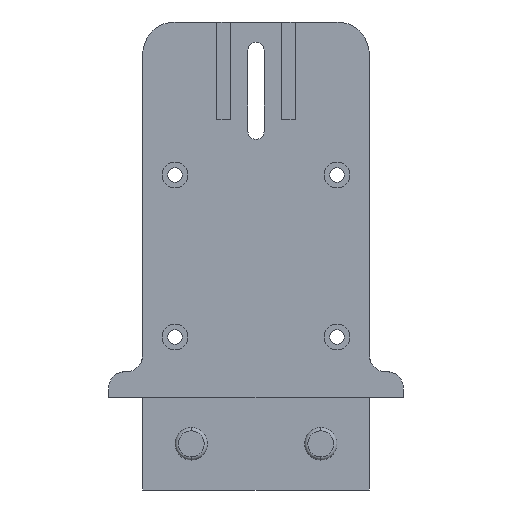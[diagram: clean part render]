
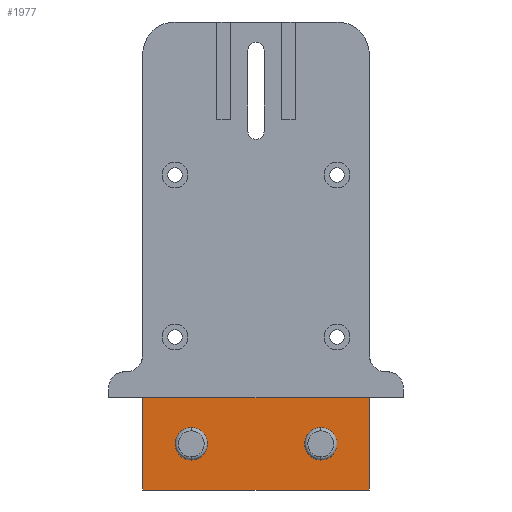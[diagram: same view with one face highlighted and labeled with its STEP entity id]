
A CAD part, front view. The second image highlights one B-rep face of the part: STEP entity #1977.
In plain terms, the highlighted planar face has unit normal (0, -1, 0).
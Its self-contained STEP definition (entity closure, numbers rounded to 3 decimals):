
#2 = AXIS2_PLACEMENT_3D ( 'NONE', #1764, #2759, #2267 ) ;
#26 = EDGE_CURVE ( 'NONE', #2952, #29, #1034, .T. ) ;
#29 = VERTEX_POINT ( 'NONE', #1639 ) ;
#143 = EDGE_LOOP ( 'NONE', ( #439, #1693 ) ) ;
#144 = FACE_OUTER_BOUND ( 'NONE', #611, .T. ) ;
#231 = DIRECTION ( 'NONE',  ( 0., 1., 0. ) ) ;
#348 = VECTOR ( 'NONE', #574, 1000. ) ;
#351 = CARTESIAN_POINT ( 'NONE',  ( -35., 5., -13.5 ) ) ;
#405 = VERTEX_POINT ( 'NONE', #351 ) ;
#408 = LINE ( 'NONE', #2192, #475 ) ;
#412 = FACE_BOUND ( 'NONE', #692, .T. ) ;
#439 = ORIENTED_EDGE ( 'NONE', *, *, #618, .F. ) ;
#475 = VECTOR ( 'NONE', #757, 1000. ) ;
#476 = DIRECTION ( 'NONE',  ( 0., 0., 1. ) ) ;
#485 = DIRECTION ( 'NONE',  ( 0., -1., 0. ) ) ;
#545 = CARTESIAN_POINT ( 'NONE',  ( 20., 5., -4.25 ) ) ;
#574 = DIRECTION ( 'NONE',  ( 1., 0., 0. ) ) ;
#611 = EDGE_LOOP ( 'NONE', ( #727, #944, #671, #1162 ) ) ;
#618 = EDGE_CURVE ( 'NONE', #945, #2963, #1357, .T. ) ;
#636 = CIRCLE ( 'NONE', #1534, 5. ) ;
#671 = ORIENTED_EDGE ( 'NONE', *, *, #1996, .T. ) ;
#692 = EDGE_LOOP ( 'NONE', ( #1221, #2331 ) ) ;
#727 = ORIENTED_EDGE ( 'NONE', *, *, #2363, .F. ) ;
#735 = DIRECTION ( 'NONE',  ( 0., 0., 1. ) ) ;
#742 = CIRCLE ( 'NONE', #938, 5. ) ;
#757 = DIRECTION ( 'NONE',  ( 0., 0., 1. ) ) ;
#770 = CARTESIAN_POINT ( 'NONE',  ( 35., 5., -13.5 ) ) ;
#938 = AXIS2_PLACEMENT_3D ( 'NONE', #1196, #485, #1456 ) ;
#939 = VERTEX_POINT ( 'NONE', #770 ) ;
#944 = ORIENTED_EDGE ( 'NONE', *, *, #2926, .T. ) ;
#945 = VERTEX_POINT ( 'NONE', #1025 ) ;
#982 = DIRECTION ( 'NONE',  ( 0., 0., 1. ) ) ;
#1025 = CARTESIAN_POINT ( 'NONE',  ( 20., 5., 5.75 ) ) ;
#1034 = LINE ( 'NONE', #2213, #2454 ) ;
#1047 = VERTEX_POINT ( 'NONE', #2498 ) ;
#1051 = CARTESIAN_POINT ( 'NONE',  ( 35., 5., 15. ) ) ;
#1162 = ORIENTED_EDGE ( 'NONE', *, *, #26, .T. ) ;
#1179 = DIRECTION ( 'NONE',  ( 0., 0., 1. ) ) ;
#1196 = CARTESIAN_POINT ( 'NONE',  ( -20., 5., 0.75 ) ) ;
#1221 = ORIENTED_EDGE ( 'NONE', *, *, #1845, .F. ) ;
#1357 = CIRCLE ( 'NONE', #2, 5. ) ;
#1408 = CARTESIAN_POINT ( 'NONE',  ( 35., 5., -83.678 ) ) ;
#1456 = DIRECTION ( 'NONE',  ( 0., 0., 1. ) ) ;
#1534 = AXIS2_PLACEMENT_3D ( 'NONE', #1784, #1722, #982 ) ;
#1585 = CIRCLE ( 'NONE', #2872, 5. ) ;
#1623 = LINE ( 'NONE', #2370, #1655 ) ;
#1639 = CARTESIAN_POINT ( 'NONE',  ( -35., 5., 15. ) ) ;
#1655 = VECTOR ( 'NONE', #476, 1000. ) ;
#1693 = ORIENTED_EDGE ( 'NONE', *, *, #2375, .F. ) ;
#1722 = DIRECTION ( 'NONE',  ( 0., -1., 0. ) ) ;
#1726 = CARTESIAN_POINT ( 'NONE',  ( 35., 5., -13.5 ) ) ;
#1764 = CARTESIAN_POINT ( 'NONE',  ( 20., 5., 0.75 ) ) ;
#1784 = CARTESIAN_POINT ( 'NONE',  ( -20., 5., 0.75 ) ) ;
#1837 = CARTESIAN_POINT ( 'NONE',  ( -20., 5., 5.75 ) ) ;
#1845 = EDGE_CURVE ( 'NONE', #2023, #1047, #636, .T. ) ;
#1977 = ADVANCED_FACE ( 'NONE', ( #2496, #412, #144 ), #2611, .F. ) ;
#1996 = EDGE_CURVE ( 'NONE', #939, #2952, #1623, .T. ) ;
#2023 = VERTEX_POINT ( 'NONE', #1837 ) ;
#2192 = CARTESIAN_POINT ( 'NONE',  ( -35., 5., -83.678 ) ) ;
#2213 = CARTESIAN_POINT ( 'NONE',  ( 35., 5., 15. ) ) ;
#2267 = DIRECTION ( 'NONE',  ( 0., 0., 1. ) ) ;
#2331 = ORIENTED_EDGE ( 'NONE', *, *, #2678, .F. ) ;
#2363 = EDGE_CURVE ( 'NONE', #405, #29, #408, .T. ) ;
#2370 = CARTESIAN_POINT ( 'NONE',  ( 35., 5., -83.678 ) ) ;
#2375 = EDGE_CURVE ( 'NONE', #2963, #945, #1585, .T. ) ;
#2378 = DIRECTION ( 'NONE',  ( -1., 0., 0. ) ) ;
#2434 = CARTESIAN_POINT ( 'NONE',  ( 20., 5., 0.75 ) ) ;
#2454 = VECTOR ( 'NONE', #2378, 1000. ) ;
#2496 = FACE_BOUND ( 'NONE', #143, .T. ) ;
#2498 = CARTESIAN_POINT ( 'NONE',  ( -20., 5., -4.25 ) ) ;
#2611 = PLANE ( 'NONE',  #2674 ) ;
#2674 = AXIS2_PLACEMENT_3D ( 'NONE', #1408, #231, #1179 ) ;
#2678 = EDGE_CURVE ( 'NONE', #1047, #2023, #742, .T. ) ;
#2688 = DIRECTION ( 'NONE',  ( 0., -1., 0. ) ) ;
#2759 = DIRECTION ( 'NONE',  ( 0., -1., 0. ) ) ;
#2872 = AXIS2_PLACEMENT_3D ( 'NONE', #2434, #2688, #735 ) ;
#2926 = EDGE_CURVE ( 'NONE', #405, #939, #3003, .T. ) ;
#2952 = VERTEX_POINT ( 'NONE', #1051 ) ;
#2963 = VERTEX_POINT ( 'NONE', #545 ) ;
#3003 = LINE ( 'NONE', #1726, #348 ) ;
